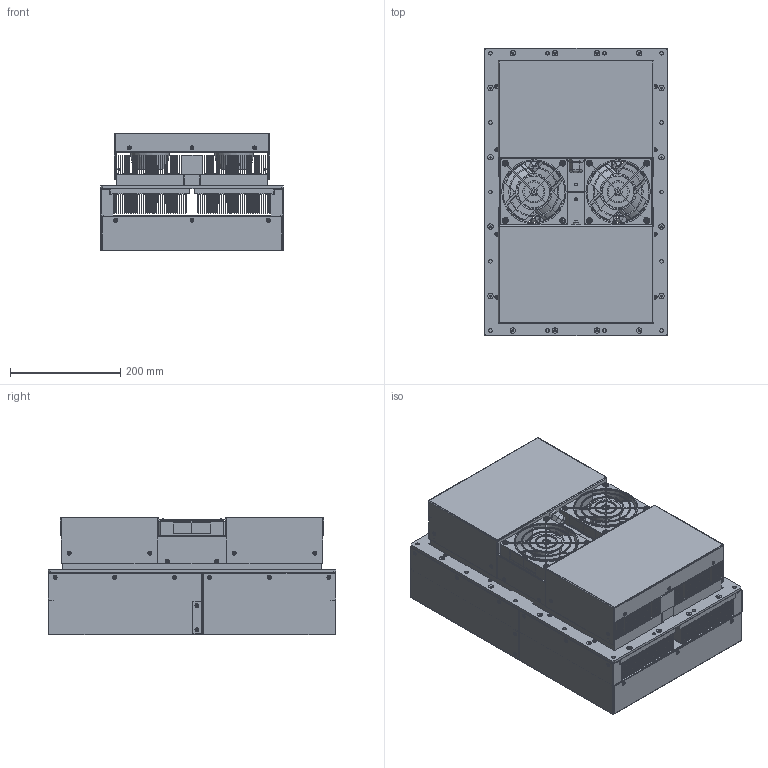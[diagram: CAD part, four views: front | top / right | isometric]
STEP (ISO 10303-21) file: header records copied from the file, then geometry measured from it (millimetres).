
FILE_DESCRIPTION (( 'STEP AP203' ), '1' );
FILE_NAME ('AHP-2200.STEP', '2016-05-11T14:08:09', ( '' ), ( '' ), 'SwSTEP 2.0', 'SolidWorks 2016', '' );
FILE_SCHEMA (( 'CONFIG_CONTROL_DESIGN' ));
Length unit declared in the file: inch
Products named in the file (1): AHP-2200
Bounding box: 330.71 x 521.21 x 213.51 mm (x, y, z)
Surface area: 5557700.1 mm2 (no closed solid volume)
Topology: 0 solids, 210 shells, 2259 faces, 9428 edges, 7153 vertices
Faces by surface type: plane 1088, cylinder 1035, bspline 96, cone 40
Entity records: 129843 total; most frequent: CARTESIAN_POINT 58098, ORIENTED_EDGE 13835, DIRECTION 12870, EDGE_CURVE 9422, VERTEX_POINT 7150, LINE 4618, VECTOR 4618, AXIS2_PLACEMENT_3D 4126
